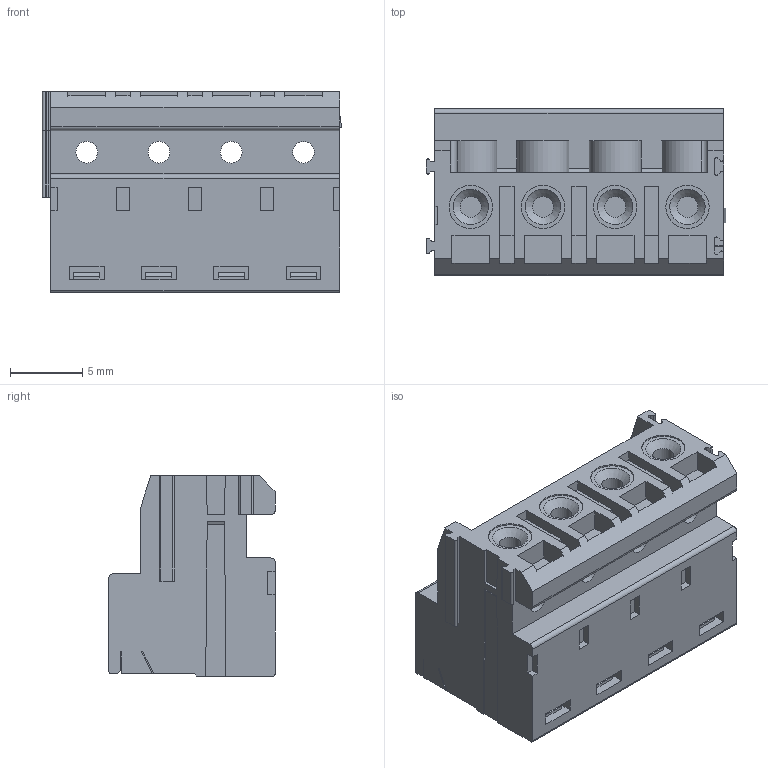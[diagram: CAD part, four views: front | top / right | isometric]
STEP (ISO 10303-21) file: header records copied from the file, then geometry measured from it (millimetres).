
FILE_DESCRIPTION(('STEP AP214'),'1');
FILE_NAME('SHCS04-5.stp','2018-11-12T17:00:20',(' '),(' '),'Spatial InterOp 3D',' ',' ');
FILE_SCHEMA(('AUTOMOTIVE_DESIGN { 1 0 10303 214 1 1 1 1 }'));
Length unit declared in the file: metre
Products named in the file (1): 1
Bounding box: 20.73 x 11.5 x 13.9 mm (x, y, z)
Volume: 2155.1 mm3; surface area: 2625.7 mm2
Topology: 1 solids, 1 shells, 459 faces, 1281 edges, 846 vertices
Faces by surface type: plane 365, cylinder 82, cone 12
Full cylindrical faces by diameter (mm): 1.45 x4, 1.5 x4, 2.6 x4, 2.7 x4, 3 x4, 3.6 x6, 3.8 x4
Entity records: 18036 total; most frequent: CARTESIAN_POINT 2703, ORIENTED_EDGE 2414, DIRECTION 2287, EDGE_CURVE 1207, LINE 1019, VECTOR 1019, VERTEX_POINT 816, AXIS2_PLACEMENT_3D 634
